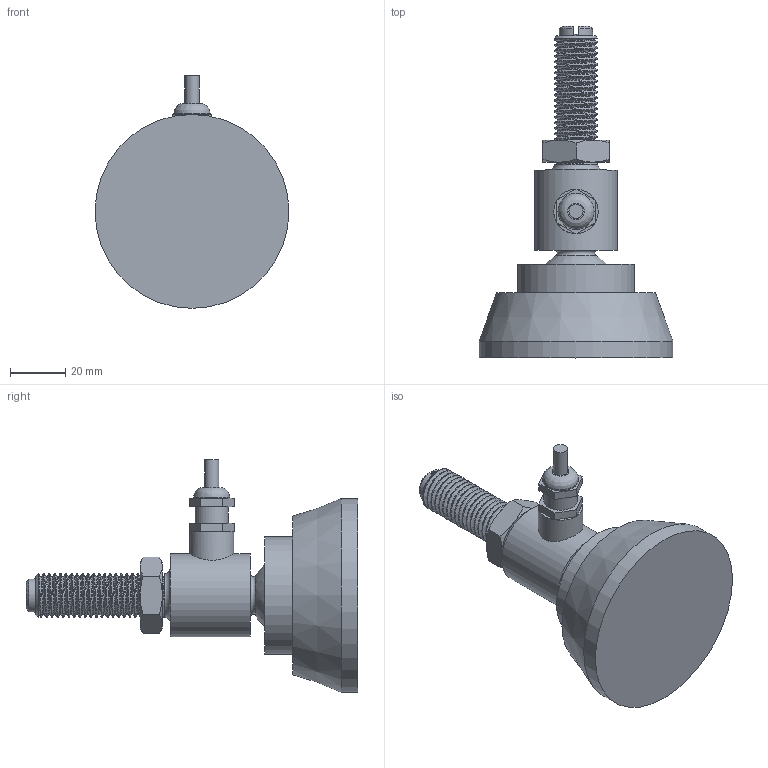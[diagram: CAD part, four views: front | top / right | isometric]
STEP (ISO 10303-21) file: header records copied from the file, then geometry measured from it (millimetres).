
FILE_DESCRIPTION(/* description */ (''),/* implementation_level */ '2;1');
FILE_NAME(/* name */ '106MS-F-YZ-2t v2.step',/* time_stamp */ '2020-01-31T13:08:54-08:00',/* author */ (''),/* organization */ (''),/* preprocessor_version */ 'ST-DEVELOPER v18',/* originating_system */ 'Autodesk Translation Framework v8.12.0.6',/* authorisation */ '');
FILE_SCHEMA (('AUTOMOTIVE_DESIGN { 1 0 10303 214 3 1 1 }'));
Length unit declared in the file: millimetre
Products named in the file (3): 106MS-F-YZ-2t; Connector; 90695A125
Assembly tree (2 placements, depth 2):
  106MS-F-YZ-2t
    Connector
    90695A125
Bounding box: 70 x 119.8 x 84.03 mm (x, y, z)
Volume: 129963.5 mm3; surface area: 24555.7 mm2
Topology: 3 solids, 3 shells, 138 faces, 349 edges, 229 vertices
Faces by surface type: cylinder 68, plane 41, cone 21, bspline 5, torus 2, sphere 1
Full cylindrical faces by diameter (mm): 5.1 x1, 10 x1, 12 x3, 13 x1, 13.402 x2, 13.534 x23, 15.822 x22, 16 x4, 30 x1, 42.3 x1, 70 x1
Entity records: 10295 total; most frequent: CARTESIAN_POINT 7169, ORIENTED_EDGE 696, DIRECTION 547, EDGE_CURVE 348, VERTEX_POINT 229, AXIS2_PLACEMENT_3D 214, EDGE_LOOP 153, FACE_OUTER_BOUND 138
